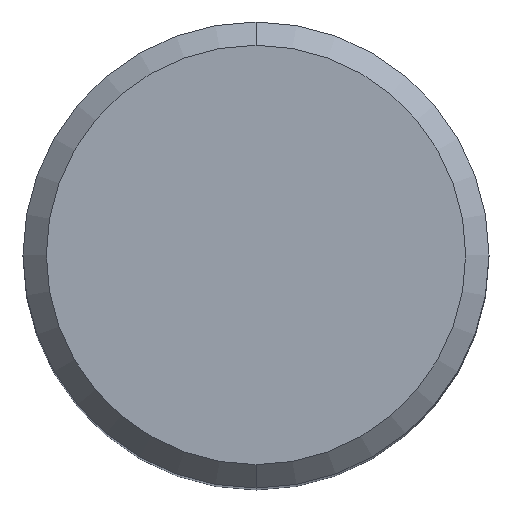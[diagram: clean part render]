
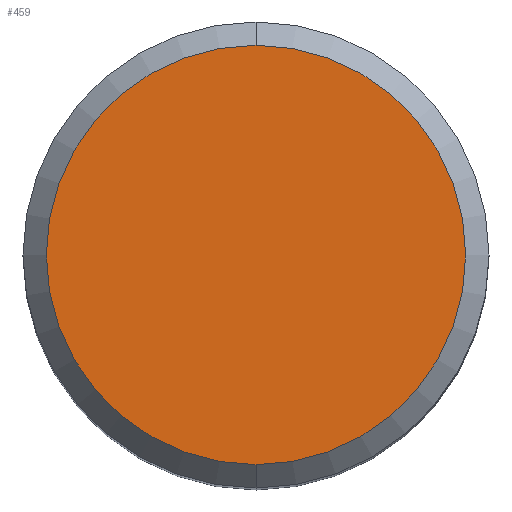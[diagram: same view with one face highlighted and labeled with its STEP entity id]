
A CAD part, top view. The second image highlights one B-rep face of the part: STEP entity #459.
In plain terms, the highlighted planar face has unit normal (0, 0, 1).
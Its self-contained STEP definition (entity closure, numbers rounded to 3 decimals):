
#185=VERTEX_POINT('',#492);
#215=VERTEX_POINT('',#526);
#265=EDGE_CURVE('',#185,#215,#580,.T.);
#287=EDGE_CURVE('',#215,#185,#604,.T.);
#459=ADVANCED_FACE('',(#794),#795,.T.);
#492=CARTESIAN_POINT('',(0.0,9.0,0.0));
#526=CARTESIAN_POINT('',(0.,-9.0,0.0));
#580=CIRCLE('',#1080,9.0);
#604=CIRCLE('',#1111,9.0);
#794=FACE_OUTER_BOUND('',#1601,.T.);
#795=PLANE('',#1602);
#1080=AXIS2_PLACEMENT_3D('',#1714,#1715,#1716);
#1111=AXIS2_PLACEMENT_3D('',#1749,#1750,#1751);
#1601=EDGE_LOOP('',(#1955,#1956));
#1602=AXIS2_PLACEMENT_3D('',#1957,#1958,#1959);
#1714=CARTESIAN_POINT('',(0.0,0.0,0.0));
#1715=DIRECTION('',(0.0,0.0,-1.0));
#1716=DIRECTION('',(0.0,1.0,0.0));
#1749=CARTESIAN_POINT('',(0.0,0.0,0.0));
#1750=DIRECTION('',(0.0,0.0,-1.0));
#1751=DIRECTION('',(0.0,1.0,0.0));
#1955=ORIENTED_EDGE('',*,*,#265,.F.);
#1956=ORIENTED_EDGE('',*,*,#287,.F.);
#1957=CARTESIAN_POINT('',(0.0,4.5,0.0));
#1958=DIRECTION('',(-0.0,0.0,1.0));
#1959=DIRECTION('',(0.0,-1.0,0.0));
